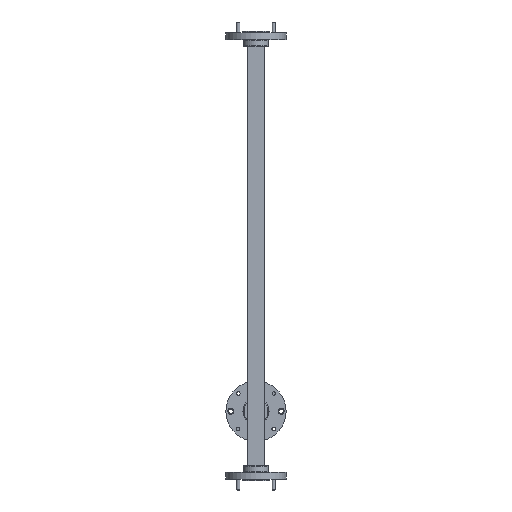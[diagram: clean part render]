
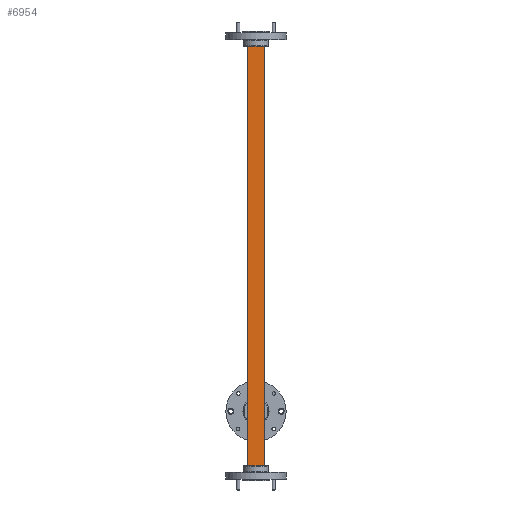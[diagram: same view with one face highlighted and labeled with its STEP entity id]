
A CAD part, front view. The second image highlights one B-rep face of the part: STEP entity #6954.
In plain terms, the highlighted planar face has unit normal (0, -1, 0).
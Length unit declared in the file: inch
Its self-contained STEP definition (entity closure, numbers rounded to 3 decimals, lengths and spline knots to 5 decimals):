
#5 = CARTESIAN_POINT ( 'NONE',  ( -0.152, -0.096, -8.117 ) ) ;
#172 = EDGE_LOOP ( 'NONE', ( #3915, #6032, #358, #7071 ) ) ;
#327 = CARTESIAN_POINT ( 'NONE',  ( 0., -0.096, -8.4 ) ) ;
#358 = ORIENTED_EDGE ( 'NONE', *, *, #8189, .F. ) ;
#799 = DIRECTION ( 'NONE',  ( -1., 0., 0. ) ) ;
#1181 = VECTOR ( 'NONE', #799, 39.37008 ) ;
#1542 = DIRECTION ( 'NONE',  ( 0., 0., -1. ) ) ;
#2083 = FACE_OUTER_BOUND ( 'NONE', #172, .T. ) ;
#2205 = VERTEX_POINT ( 'NONE', #3539 ) ;
#2485 = DIRECTION ( 'NONE',  ( 0., 0., 1. ) ) ;
#2575 = LINE ( 'NONE', #3202, #2909 ) ;
#2909 = VECTOR ( 'NONE', #2485, 39.37008 ) ;
#3187 = EDGE_CURVE ( 'NONE', #7921, #3801, #6619, .T. ) ;
#3202 = CARTESIAN_POINT ( 'NONE',  ( 0.152, -0.096, -8.4 ) ) ;
#3396 = CARTESIAN_POINT ( 'NONE',  ( 0.152, -0.096, -0.283 ) ) ;
#3417 = CARTESIAN_POINT ( 'NONE',  ( 0., -0.096, -8.117 ) ) ;
#3539 = CARTESIAN_POINT ( 'NONE',  ( -0.152, -0.096, -0.283 ) ) ;
#3801 = VERTEX_POINT ( 'NONE', #5 ) ;
#3859 = VERTEX_POINT ( 'NONE', #3396 ) ;
#3915 = ORIENTED_EDGE ( 'NONE', *, *, #3187, .F. ) ;
#4008 = EDGE_CURVE ( 'NONE', #3801, #2205, #4305, .T. ) ;
#4305 = LINE ( 'NONE', #7361, #7739 ) ;
#4546 = CARTESIAN_POINT ( 'NONE',  ( 0., -0.096, -0.283 ) ) ;
#4742 = DIRECTION ( 'NONE',  ( 0., -1., 0. ) ) ;
#4791 = PLANE ( 'NONE',  #7801 ) ;
#4904 = VECTOR ( 'NONE', #6581, 39.37008 ) ;
#5390 = CARTESIAN_POINT ( 'NONE',  ( 0.152, -0.096, -8.117 ) ) ;
#6032 = ORIENTED_EDGE ( 'NONE', *, *, #7310, .T. ) ;
#6581 = DIRECTION ( 'NONE',  ( 1., 0., 0. ) ) ;
#6619 = LINE ( 'NONE', #3417, #1181 ) ;
#6844 = DIRECTION ( 'NONE',  ( 0., 0., 1. ) ) ;
#6954 = ADVANCED_FACE ( 'NONE', ( #2083 ), #4791, .T. ) ;
#7071 = ORIENTED_EDGE ( 'NONE', *, *, #4008, .F. ) ;
#7215 = LINE ( 'NONE', #4546, #4904 ) ;
#7310 = EDGE_CURVE ( 'NONE', #7921, #3859, #2575, .T. ) ;
#7361 = CARTESIAN_POINT ( 'NONE',  ( -0.152, -0.096, -8.4 ) ) ;
#7739 = VECTOR ( 'NONE', #6844, 39.37008 ) ;
#7801 = AXIS2_PLACEMENT_3D ( 'NONE', #327, #4742, #1542 ) ;
#7921 = VERTEX_POINT ( 'NONE', #5390 ) ;
#8189 = EDGE_CURVE ( 'NONE', #2205, #3859, #7215, .T. ) ;
